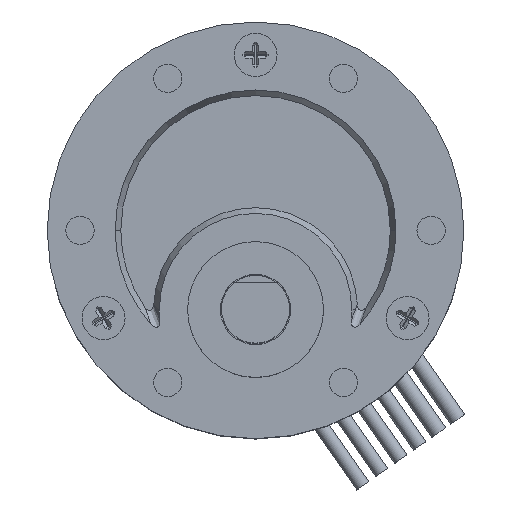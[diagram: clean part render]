
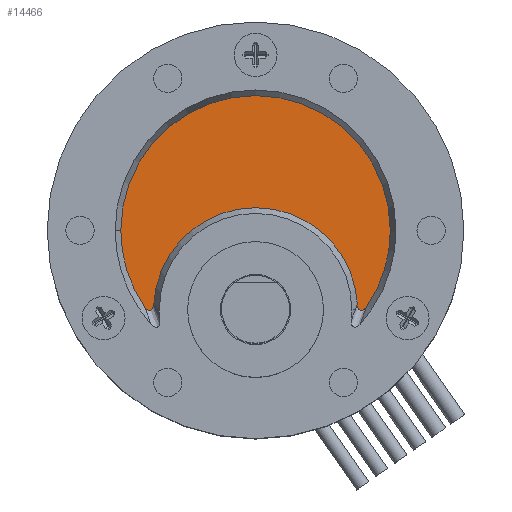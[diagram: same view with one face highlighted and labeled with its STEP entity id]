
A CAD part, top view. The second image highlights one B-rep face of the part: STEP entity #14466.
In plain terms, the highlighted planar face has unit normal (0, 0, 1).
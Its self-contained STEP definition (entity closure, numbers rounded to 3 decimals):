
#545 = CARTESIAN_POINT ( 'NONE',  ( 10.388, -7.007, 18.925 ) ) ;
#865 = B_SPLINE_CURVE_WITH_KNOTS ( 'NONE', 3,
 ( #27421, #12594, #15624, #545, #24672, #6676, #15745, #34541, #32190, #39221, #2866, #2294, #24250, #17236 ),
 .UNSPECIFIED., .F., .F.,
 ( 4, 2, 2, 2, 2, 2, 4 ),
 ( 0., 0., 0., 0.001, 0.001, 0.001, 0.001 ),
 .UNSPECIFIED. ) ;
#1799 = CIRCLE ( 'NONE', #22802, 11.9 ) ;
#2294 = CARTESIAN_POINT ( 'NONE',  ( 10.914, -6.734, 18.925 ) ) ;
#2314 = ORIENTED_EDGE ( 'NONE', *, *, #18240, .T. ) ;
#2333 = DIRECTION ( 'NONE',  ( 1., 0., 0. ) ) ;
#2345 = CARTESIAN_POINT ( 'NONE',  ( 28.918, -6.625, 18.925 ) ) ;
#2478 = CARTESIAN_POINT ( 'NONE',  ( 28.999, -6.878, 18.925 ) ) ;
#2605 = FACE_OUTER_BOUND ( 'NONE', #22454, .T. ) ;
#2609 = CARTESIAN_POINT ( 'NONE',  ( 28.912, -6.518, 18.925 ) ) ;
#2866 = CARTESIAN_POINT ( 'NONE',  ( 10.85, -6.881, 18.925 ) ) ;
#3091 = ORIENTED_EDGE ( 'NONE', *, *, #12562, .T. ) ;
#3568 = CARTESIAN_POINT ( 'NONE',  ( 10.123, -6.748, 18.925 ) ) ;
#4849 = CIRCLE ( 'NONE', #17030, 11.9 ) ;
#5392 = CARTESIAN_POINT ( 'NONE',  ( 29.147, -7.034, 18.925 ) ) ;
#5520 = CARTESIAN_POINT ( 'NONE',  ( 29.666, -6.836, 18.925 ) ) ;
#5543 = VERTEX_POINT ( 'NONE', #34010 ) ;
#6492 = CIRCLE ( 'NONE', #12004, 9. ) ;
#6676 = CARTESIAN_POINT ( 'NONE',  ( 10.54, -7.06, 18.925 ) ) ;
#6911 = ORIENTED_EDGE ( 'NONE', *, *, #11768, .T. ) ;
#7581 = CARTESIAN_POINT ( 'NONE',  ( 19.925, 0., 18.925 ) ) ;
#8218 = CARTESIAN_POINT ( 'NONE',  ( 29.727, -6.748, 18.925 ) ) ;
#8583 = CARTESIAN_POINT ( 'NONE',  ( 29.593, -6.918, 18.925 ) ) ;
#8703 = CIRCLE ( 'NONE', #28066, 11.9 ) ;
#8710 = CARTESIAN_POINT ( 'NONE',  ( 28.935, -6.73, 18.925 ) ) ;
#9718 = CARTESIAN_POINT ( 'NONE',  ( 19.925, 0., 18.925 ) ) ;
#11302 = VERTEX_POINT ( 'NONE', #13620 ) ;
#11438 = CARTESIAN_POINT ( 'NONE',  ( 29.251, -7.063, 18.925 ) ) ;
#11768 = EDGE_CURVE ( 'NONE', #5543, #25128, #35676, .T. ) ;
#12004 = AXIS2_PLACEMENT_3D ( 'NONE', #23381, #20226, #2333 ) ;
#12562 = EDGE_CURVE ( 'NONE', #20092, #5543, #6492, .T. ) ;
#12594 = CARTESIAN_POINT ( 'NONE',  ( 10.184, -6.836, 18.925 ) ) ;
#13465 = CARTESIAN_POINT ( 'NONE',  ( 19.925, 0., 18.925 ) ) ;
#13485 = DIRECTION ( 'NONE',  ( 0., 0., 1. ) ) ;
#13620 = CARTESIAN_POINT ( 'NONE',  ( 8.025, 0., 18.925 ) ) ;
#14466 = ADVANCED_FACE ( 'NONE', ( #2605 ), #18393, .T. ) ;
#15624 = CARTESIAN_POINT ( 'NONE',  ( 10.254, -6.915, 18.925 ) ) ;
#15745 = CARTESIAN_POINT ( 'NONE',  ( 10.596, -7.063, 18.925 ) ) ;
#17030 = AXIS2_PLACEMENT_3D ( 'NONE', #9718, #24687, #30778 ) ;
#17236 = CARTESIAN_POINT ( 'NONE',  ( 10.938, -6.518, 18.925 ) ) ;
#17720 = CARTESIAN_POINT ( 'NONE',  ( 29.727, -6.748, 18.925 ) ) ;
#18240 = EDGE_CURVE ( 'NONE', #37485, #20092, #865, .T. ) ;
#18393 = PLANE ( 'NONE',  #32768 ) ;
#19422 = CARTESIAN_POINT ( 'NONE',  ( 31.825, 0., 18.925 ) ) ;
#20092 = VERTEX_POINT ( 'NONE', #38681 ) ;
#20226 = DIRECTION ( 'NONE',  ( 0., 0., -1. ) ) ;
#21956 = ORIENTED_EDGE ( 'NONE', *, *, #35164, .T. ) ;
#22325 = DIRECTION ( 'NONE',  ( 1., 0., 0. ) ) ;
#22454 = EDGE_LOOP ( 'NONE', ( #3091, #6911, #26782, #33560, #21956, #2314 ) ) ;
#22542 = DIRECTION ( 'NONE',  ( 1., 0., 0. ) ) ;
#22802 = AXIS2_PLACEMENT_3D ( 'NONE', #7581, #13485, #22542 ) ;
#23381 = CARTESIAN_POINT ( 'NONE',  ( 19.925, -7., 18.925 ) ) ;
#24250 = CARTESIAN_POINT ( 'NONE',  ( 10.932, -6.626, 18.925 ) ) ;
#24672 = CARTESIAN_POINT ( 'NONE',  ( 10.437, -7.032, 18.925 ) ) ;
#24687 = DIRECTION ( 'NONE',  ( 0., 0., 1. ) ) ;
#25128 = VERTEX_POINT ( 'NONE', #8218 ) ;
#26782 = ORIENTED_EDGE ( 'NONE', *, *, #34044, .T. ) ;
#27168 = EDGE_CURVE ( 'NONE', #27740, #11302, #1799, .T. ) ;
#27421 = CARTESIAN_POINT ( 'NONE',  ( 10.123, -6.748, 18.925 ) ) ;
#27740 = VERTEX_POINT ( 'NONE', #19422 ) ;
#28066 = AXIS2_PLACEMENT_3D ( 'NONE', #13465, #34103, #31764 ) ;
#28240 = DIRECTION ( 'NONE',  ( 0., 0., 1. ) ) ;
#29465 = CARTESIAN_POINT ( 'NONE',  ( 29.027, -6.925, 18.925 ) ) ;
#29732 = CARTESIAN_POINT ( 'NONE',  ( 29.307, -7.061, 18.925 ) ) ;
#30778 = DIRECTION ( 'NONE',  ( 1., 0., 0. ) ) ;
#31764 = DIRECTION ( 'NONE',  ( 1., 0., 0. ) ) ;
#32190 = CARTESIAN_POINT ( 'NONE',  ( 10.747, -7.005, 18.925 ) ) ;
#32498 = CARTESIAN_POINT ( 'NONE',  ( 29.46, -7.008, 18.925 ) ) ;
#32620 = CARTESIAN_POINT ( 'NONE',  ( 29.101, -7.004, 18.925 ) ) ;
#32768 = AXIS2_PLACEMENT_3D ( 'NONE', #34321, #28240, #22325 ) ;
#33560 = ORIENTED_EDGE ( 'NONE', *, *, #27168, .T. ) ;
#34010 = CARTESIAN_POINT ( 'NONE',  ( 28.912, -6.518, 18.925 ) ) ;
#34044 = EDGE_CURVE ( 'NONE', #25128, #27740, #8703, .T. ) ;
#34103 = DIRECTION ( 'NONE',  ( 0., 0., 1. ) ) ;
#34321 = CARTESIAN_POINT ( 'NONE',  ( 19.925, 0., 18.925 ) ) ;
#34541 = CARTESIAN_POINT ( 'NONE',  ( 10.7, -7.036, 18.925 ) ) ;
#35164 = EDGE_CURVE ( 'NONE', #11302, #37485, #4849, .T. ) ;
#35676 = B_SPLINE_CURVE_WITH_KNOTS ( 'NONE', 3,
 ( #2609, #2345, #8710, #2478, #29465, #32620, #5392, #11438, #29732, #35786, #32498, #8583, #5520, #17720 ),
 .UNSPECIFIED., .F., .F.,
 ( 4, 2, 2, 2, 2, 2, 4 ),
 ( 0., 0., 0., 0.001, 0.001, 0.001, 0.001 ),
 .UNSPECIFIED. ) ;
#35786 = CARTESIAN_POINT ( 'NONE',  ( 29.411, -7.033, 18.925 ) ) ;
#37485 = VERTEX_POINT ( 'NONE', #3568 ) ;
#38681 = CARTESIAN_POINT ( 'NONE',  ( 10.938, -6.518, 18.925 ) ) ;
#39221 = CARTESIAN_POINT ( 'NONE',  ( 10.821, -6.928, 18.925 ) ) ;
